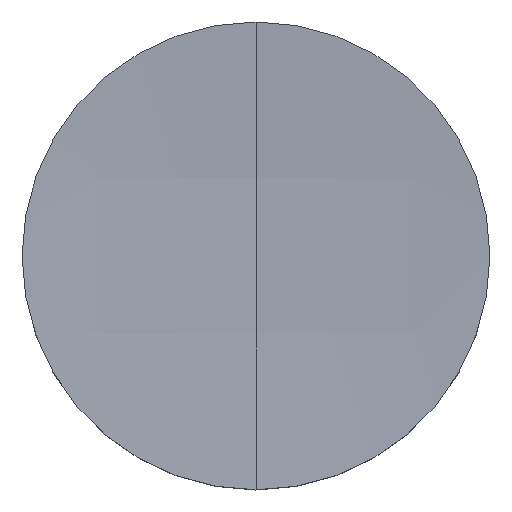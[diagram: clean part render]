
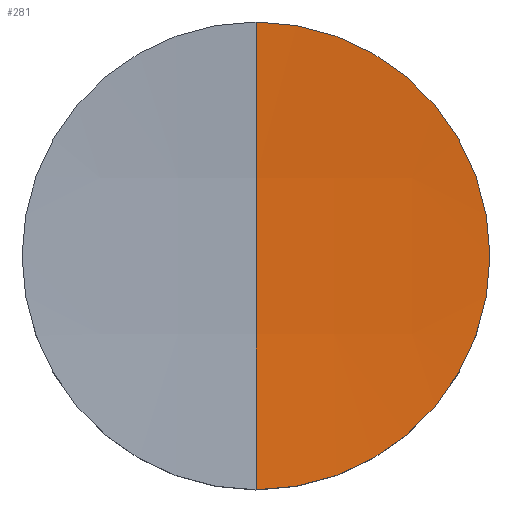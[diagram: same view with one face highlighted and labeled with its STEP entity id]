
A CAD part, top view. The second image highlights one B-rep face of the part: STEP entity #281.
In plain terms, the highlighted free-form (B-spline) face has degree [3, 3] with [4, 4] control points.
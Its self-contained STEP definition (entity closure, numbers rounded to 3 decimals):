
#22 = DIRECTION ( 'NONE',  ( 0., 0., -1. ) ) ;
#23 = AXIS2_PLACEMENT_3D ( 'NONE', #112, #22, #236 ) ;
#25 = CARTESIAN_POINT ( 'NONE',  ( 2.132, -2.145, 2.734 ) ) ;
#26 = DIRECTION ( 'NONE',  ( 0., 1., 0. ) ) ;
#42 = CARTESIAN_POINT ( 'NONE',  ( 6.35, 0., 2.994 ) ) ;
#45 = CARTESIAN_POINT ( 'NONE',  ( 0., 6.426, 2.998 ) ) ;
#50 = CARTESIAN_POINT ( 'NONE',  ( 2.132, 2.145, 2.734 ) ) ;
#52 =( BOUNDED_SURFACE ( )  B_SPLINE_SURFACE ( 3, 3, ( 
 ( #161, #74, #136, #45 ),
 ( #210, #79, #50, #267 ),
 ( #214, #75, #25, #263 ),
 ( #242, #241, #98, #140 ) ),
 .UNSPECIFIED., .F., .F., .F. ) 
 B_SPLINE_SURFACE_WITH_KNOTS ( ( 4, 4 ),
 ( 4, 4 ),
 ( 0., 1. ),
 ( 0., 1. ),
 .UNSPECIFIED. ) 
 GEOMETRIC_REPRESENTATION_ITEM ( )  RATIONAL_B_SPLINE_SURFACE ( (
 ( 1., 1., 1., 1.),
 ( 0.999, 0.998, 0.998, 0.999),
 ( 0.999, 0.998, 0.998, 0.999),
 ( 1., 1., 1., 1.) ) ) 
 REPRESENTATION_ITEM ( '' )  SURFACE ( )  );
#57 = CIRCLE ( 'NONE', #222, 6.35 ) ;
#74 = CARTESIAN_POINT ( 'NONE',  ( 4.253, 6.426, 3.064 ) ) ;
#75 = CARTESIAN_POINT ( 'NONE',  ( 4.264, -2.145, 2.799 ) ) ;
#79 = CARTESIAN_POINT ( 'NONE',  ( 4.264, 2.145, 2.799 ) ) ;
#87 = CIRCLE ( 'NONE', #23, 6.35 ) ;
#97 = DIRECTION ( 'NONE',  ( -1., 0., 0. ) ) ;
#98 = CARTESIAN_POINT ( 'NONE',  ( 2.127, -6.426, 2.998 ) ) ;
#99 = CARTESIAN_POINT ( 'NONE',  ( 0., 6.35, 2.994 ) ) ;
#101 = CIRCLE ( 'NONE', #252, 104.2 ) ;
#104 = EDGE_CURVE ( 'NONE', #248, #191, #57, .T. ) ;
#112 = CARTESIAN_POINT ( 'NONE',  ( 0., 0., 2.994 ) ) ;
#130 = DIRECTION ( 'NONE',  ( 0., 0., -1. ) ) ;
#136 = CARTESIAN_POINT ( 'NONE',  ( 2.127, 6.426, 2.998 ) ) ;
#140 = CARTESIAN_POINT ( 'NONE',  ( 0., -6.426, 2.998 ) ) ;
#141 = EDGE_CURVE ( 'NONE', #191, #260, #87, .T. ) ;
#146 = ORIENTED_EDGE ( 'NONE', *, *, #104, .F. ) ;
#156 = DIRECTION ( 'NONE',  ( 1., 0., 0. ) ) ;
#161 = CARTESIAN_POINT ( 'NONE',  ( 6.376, 6.426, 3.194 ) ) ;
#177 = CARTESIAN_POINT ( 'NONE',  ( 0., 0., 107. ) ) ;
#191 = VERTEX_POINT ( 'NONE', #42 ) ;
#205 = EDGE_CURVE ( 'NONE', #248, #260, #101, .T. ) ;
#210 = CARTESIAN_POINT ( 'NONE',  ( 6.392, 2.145, 2.93 ) ) ;
#214 = CARTESIAN_POINT ( 'NONE',  ( 6.392, -2.145, 2.93 ) ) ;
#222 = AXIS2_PLACEMENT_3D ( 'NONE', #280, #130, #156 ) ;
#236 = DIRECTION ( 'NONE',  ( 1., 0., 0. ) ) ;
#241 = CARTESIAN_POINT ( 'NONE',  ( 4.253, -6.426, 3.064 ) ) ;
#242 = CARTESIAN_POINT ( 'NONE',  ( 6.376, -6.426, 3.194 ) ) ;
#248 = VERTEX_POINT ( 'NONE', #99 ) ;
#252 = AXIS2_PLACEMENT_3D ( 'NONE', #177, #97, #26 ) ;
#256 = EDGE_LOOP ( 'NONE', ( #146, #268, #275 ) ) ;
#260 = VERTEX_POINT ( 'NONE', #262 ) ;
#262 = CARTESIAN_POINT ( 'NONE',  ( 0., -6.35, 2.994 ) ) ;
#263 = CARTESIAN_POINT ( 'NONE',  ( 0., -2.145, 2.734 ) ) ;
#267 = CARTESIAN_POINT ( 'NONE',  ( 0., 2.145, 2.734 ) ) ;
#268 = ORIENTED_EDGE ( 'NONE', *, *, #205, .T. ) ;
#275 = ORIENTED_EDGE ( 'NONE', *, *, #141, .F. ) ;
#280 = CARTESIAN_POINT ( 'NONE',  ( 0., 0., 2.994 ) ) ;
#281 = ADVANCED_FACE ( 'NONE', ( #288 ), #52, .F. ) ;
#288 = FACE_OUTER_BOUND ( 'NONE', #256, .T. ) ;
